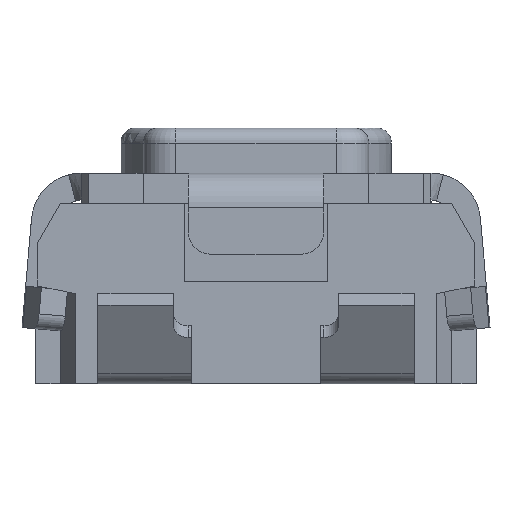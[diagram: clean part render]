
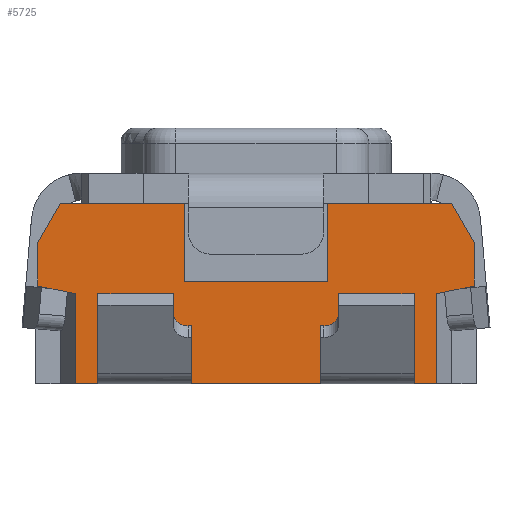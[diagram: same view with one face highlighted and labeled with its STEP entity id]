
A CAD part, left-side view. The second image highlights one B-rep face of the part: STEP entity #5725.
In plain terms, the highlighted planar face has unit normal (-1, 0, 0).
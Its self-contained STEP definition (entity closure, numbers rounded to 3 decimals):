
#474=FACE_OUTER_BOUND('',#782,.T.);
#782=EDGE_LOOP('',(#4751,#4752,#4753,#4754,#4755,#4756,#4757,#4758,#4759,
#4760,#4761,#4762,#4763,#4764));
#1300=LINE('',#9163,#1980);
#1307=LINE('',#9177,#1987);
#1308=LINE('',#9179,#1988);
#1309=LINE('',#9181,#1989);
#1310=LINE('',#9183,#1990);
#1311=LINE('',#9185,#1991);
#1312=LINE('',#9187,#1992);
#1313=LINE('',#9189,#1993);
#1314=LINE('',#9191,#1994);
#1315=LINE('',#9193,#1995);
#1316=LINE('',#9195,#1996);
#1317=LINE('',#9197,#1997);
#1318=LINE('',#9199,#1998);
#1319=LINE('',#9200,#1999);
#1980=VECTOR('',#7359,1000.);
#1987=VECTOR('',#7370,1000.);
#1988=VECTOR('',#7371,1000.);
#1989=VECTOR('',#7372,10.);
#1990=VECTOR('',#7373,1000.);
#1991=VECTOR('',#7374,1000.);
#1992=VECTOR('',#7375,1000.);
#1993=VECTOR('',#7376,1000.);
#1994=VECTOR('',#7377,1000.);
#1995=VECTOR('',#7378,1000.);
#1996=VECTOR('',#7379,1000.);
#1997=VECTOR('',#7380,1000.);
#1998=VECTOR('',#7381,1000.);
#1999=VECTOR('',#7382,10.);
#2616=VERTEX_POINT('',#9161);
#2617=VERTEX_POINT('',#9162);
#2622=VERTEX_POINT('',#9176);
#2623=VERTEX_POINT('',#9178);
#2624=VERTEX_POINT('',#9180);
#2625=VERTEX_POINT('',#9182);
#2626=VERTEX_POINT('',#9184);
#2627=VERTEX_POINT('',#9186);
#2628=VERTEX_POINT('',#9188);
#2629=VERTEX_POINT('',#9190);
#2630=VERTEX_POINT('',#9192);
#2631=VERTEX_POINT('',#9194);
#2632=VERTEX_POINT('',#9196);
#2633=VERTEX_POINT('',#9198);
#3355=EDGE_CURVE('',#2616,#2617,#1300,.T.);
#3362=EDGE_CURVE('',#2622,#2616,#1307,.T.);
#3363=EDGE_CURVE('',#2623,#2622,#1308,.T.);
#3364=EDGE_CURVE('',#2624,#2623,#1309,.T.);
#3365=EDGE_CURVE('',#2625,#2624,#1310,.T.);
#3366=EDGE_CURVE('',#2626,#2625,#1311,.T.);
#3367=EDGE_CURVE('',#2626,#2627,#1312,.T.);
#3368=EDGE_CURVE('',#2628,#2627,#1313,.T.);
#3369=EDGE_CURVE('',#2629,#2628,#1314,.T.);
#3370=EDGE_CURVE('',#2629,#2630,#1315,.T.);
#3371=EDGE_CURVE('',#2631,#2630,#1316,.T.);
#3372=EDGE_CURVE('',#2632,#2631,#1317,.T.);
#3373=EDGE_CURVE('',#2633,#2632,#1318,.T.);
#3374=EDGE_CURVE('',#2617,#2633,#1319,.T.);
#4751=ORIENTED_EDGE('',*,*,#3355,.F.);
#4752=ORIENTED_EDGE('',*,*,#3362,.F.);
#4753=ORIENTED_EDGE('',*,*,#3363,.F.);
#4754=ORIENTED_EDGE('',*,*,#3364,.F.);
#4755=ORIENTED_EDGE('',*,*,#3365,.F.);
#4756=ORIENTED_EDGE('',*,*,#3366,.F.);
#4757=ORIENTED_EDGE('',*,*,#3367,.T.);
#4758=ORIENTED_EDGE('',*,*,#3368,.F.);
#4759=ORIENTED_EDGE('',*,*,#3369,.F.);
#4760=ORIENTED_EDGE('',*,*,#3370,.T.);
#4761=ORIENTED_EDGE('',*,*,#3371,.F.);
#4762=ORIENTED_EDGE('',*,*,#3372,.F.);
#4763=ORIENTED_EDGE('',*,*,#3373,.F.);
#4764=ORIENTED_EDGE('',*,*,#3374,.F.);
#5421=PLANE('',#6176);
#5725=ADVANCED_FACE('',(#474),#5421,.F.);
#6176=AXIS2_PLACEMENT_3D('',#9175,#7368,#7369);
#7359=DIRECTION('',(0.,0.,1.));
#7368=DIRECTION('center_axis',(1.,0.,0.));
#7369=DIRECTION('ref_axis',(0.,1.,0.));
#7370=DIRECTION('',(0.,1.,0.));
#7371=DIRECTION('',(0.,0.,-1.));
#7372=DIRECTION('',(0.,0.981,-0.196));
#7373=DIRECTION('',(0.,0.,-1.));
#7374=DIRECTION('',(0.,-0.5,-0.866));
#7375=DIRECTION('',(0.,1.,0.));
#7376=DIRECTION('',(0.,0.,1.));
#7377=DIRECTION('',(0.,-1.,0.));
#7378=DIRECTION('',(0.,0.,1.));
#7379=DIRECTION('',(0.,-1.,0.));
#7380=DIRECTION('',(0.,-0.5,0.866));
#7381=DIRECTION('',(0.,0.,1.));
#7382=DIRECTION('',(0.,0.981,0.196));
#9161=CARTESIAN_POINT('',(-3.209,2.225,-1.7));
#9162=CARTESIAN_POINT('',(-3.209,2.225,-1.1));
#9163=CARTESIAN_POINT('',(-3.209,2.225,-1.1));
#9175=CARTESIAN_POINT('Origin',(-3.209,-0.425,-1.7));
#9176=CARTESIAN_POINT('',(-3.209,-0.175,-1.7));
#9177=CARTESIAN_POINT('',(-3.209,1.025,-1.7));
#9178=CARTESIAN_POINT('',(-3.209,-0.175,-1.1));
#9179=CARTESIAN_POINT('',(-3.209,-0.175,-1.1));
#9180=CARTESIAN_POINT('',(-3.209,-0.425,-1.05));
#9181=CARTESIAN_POINT('',(-3.209,0.33,-1.201));
#9182=CARTESIAN_POINT('',(-3.209,-0.425,-0.76));
#9183=CARTESIAN_POINT('',(-3.209,-0.425,-1.1));
#9184=CARTESIAN_POINT('',(-3.209,-0.275,-0.5));
#9185=CARTESIAN_POINT('',(-3.209,-0.275,-0.5));
#9186=CARTESIAN_POINT('',(-3.209,0.55,-0.5));
#9187=CARTESIAN_POINT('',(-3.209,0.138,-0.5));
#9188=CARTESIAN_POINT('',(-3.209,0.55,-1.02));
#9189=CARTESIAN_POINT('',(-3.209,0.55,-1.1));
#9190=CARTESIAN_POINT('',(-3.209,1.5,-1.02));
#9191=CARTESIAN_POINT('',(-3.209,1.025,-1.02));
#9192=CARTESIAN_POINT('',(-3.209,1.5,-0.5));
#9193=CARTESIAN_POINT('',(-3.209,1.5,-0.76));
#9194=CARTESIAN_POINT('',(-3.209,2.325,-0.5));
#9195=CARTESIAN_POINT('',(-3.209,1.913,-0.5));
#9196=CARTESIAN_POINT('',(-3.209,2.475,-0.76));
#9197=CARTESIAN_POINT('',(-3.209,2.475,-0.76));
#9198=CARTESIAN_POINT('',(-3.209,2.475,-1.05));
#9199=CARTESIAN_POINT('',(-3.209,2.475,-1.1));
#9200=CARTESIAN_POINT('',(-3.209,0.322,-1.481));
